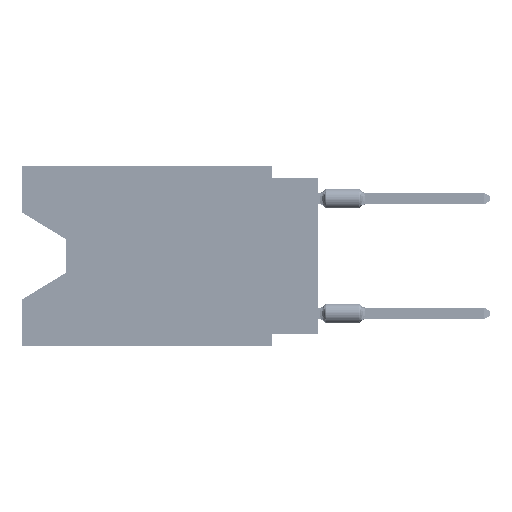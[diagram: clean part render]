
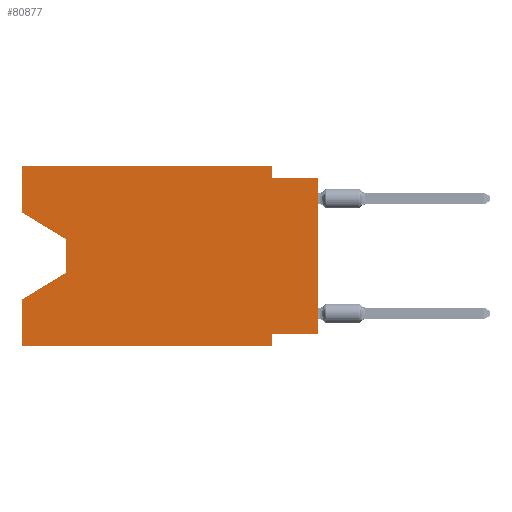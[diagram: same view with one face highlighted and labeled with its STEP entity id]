
A CAD part, left-side view. The second image highlights one B-rep face of the part: STEP entity #80877.
In plain terms, the highlighted planar face has unit normal (-1, 0, 0).
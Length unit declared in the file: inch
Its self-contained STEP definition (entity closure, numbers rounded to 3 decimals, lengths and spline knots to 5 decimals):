
#321 = CARTESIAN_POINT ( 'NONE',  ( 0., 0., -0.365 ) ) ;
#1486 = ORIENTED_EDGE ( 'NONE', *, *, #41946, .F. ) ;
#1582 = ORIENTED_EDGE ( 'NONE', *, *, #2198, .T. ) ;
#2123 = VERTEX_POINT ( 'NONE', #11932 ) ;
#2198 = EDGE_CURVE ( 'NONE', #2961, #7444, #20430, .T. ) ;
#2682 = VERTEX_POINT ( 'NONE', #55728 ) ;
#2719 = ORIENTED_EDGE ( 'NONE', *, *, #23824, .T. ) ;
#2961 = VERTEX_POINT ( 'NONE', #321 ) ;
#3205 = CARTESIAN_POINT ( 'NONE',  ( 0., 0.645, -0.39 ) ) ;
#3278 = EDGE_CURVE ( 'NONE', #67735, #2682, #69783, .T. ) ;
#4143 = VECTOR ( 'NONE', #71578, 39.37008 ) ;
#4146 = FACE_OUTER_BOUND ( 'NONE', #44007, .T. ) ;
#5644 = CARTESIAN_POINT ( 'NONE',  ( 0., 0., 0. ) ) ;
#7444 = VERTEX_POINT ( 'NONE', #75930 ) ;
#7898 = CARTESIAN_POINT ( 'NONE',  ( 0., 0.1, 0. ) ) ;
#8080 = ORIENTED_EDGE ( 'NONE', *, *, #78002, .F. ) ;
#9350 = VECTOR ( 'NONE', #22665, 39.37008 ) ;
#10433 = DIRECTION ( 'NONE',  ( 0., 0., -1. ) ) ;
#11571 = CARTESIAN_POINT ( 'NONE',  ( 0., 0.55, -0.158 ) ) ;
#11932 = CARTESIAN_POINT ( 'NONE',  ( 0., 0.1, -0.025 ) ) ;
#14040 = VECTOR ( 'NONE', #40219, 39.37008 ) ;
#14736 = VERTEX_POINT ( 'NONE', #7898 ) ;
#16498 = VECTOR ( 'NONE', #18050, 39.37008 ) ;
#16705 = EDGE_CURVE ( 'NONE', #2123, #7444, #19561, .T. ) ;
#16860 = CARTESIAN_POINT ( 'NONE',  ( 0., 0.645, 0. ) ) ;
#17173 = CARTESIAN_POINT ( 'NONE',  ( 0., 0., -0.365 ) ) ;
#18050 = DIRECTION ( 'NONE',  ( 0., 1., 0. ) ) ;
#18682 = EDGE_CURVE ( 'NONE', #14736, #2123, #77278, .T. ) ;
#19561 = LINE ( 'NONE', #87310, #14040 ) ;
#20430 = LINE ( 'NONE', #5644, #41843 ) ;
#20603 = LINE ( 'NONE', #32756, #49359 ) ;
#22638 = VERTEX_POINT ( 'NONE', #76173 ) ;
#22665 = DIRECTION ( 'NONE',  ( 0., 0.855, -0.519 ) ) ;
#23824 = EDGE_CURVE ( 'NONE', #86438, #22638, #53640, .T. ) ;
#24646 = VERTEX_POINT ( 'NONE', #3205 ) ;
#24913 = LINE ( 'NONE', #16860, #4143 ) ;
#26244 = DIRECTION ( 'NONE',  ( 0., 0., 1. ) ) ;
#29906 = ORIENTED_EDGE ( 'NONE', *, *, #3278, .T. ) ;
#32107 = CARTESIAN_POINT ( 'NONE',  ( 0., 0.645, 0. ) ) ;
#32756 = CARTESIAN_POINT ( 'NONE',  ( 0., 0.645, -0.39 ) ) ;
#33105 = LINE ( 'NONE', #11571, #73976 ) ;
#35529 = ORIENTED_EDGE ( 'NONE', *, *, #56712, .F. ) ;
#36301 = EDGE_CURVE ( 'NONE', #22638, #67735, #33105, .T. ) ;
#36463 = DIRECTION ( 'NONE',  ( 0., 0., -1. ) ) ;
#37430 = DIRECTION ( 'NONE',  ( 0., -1., 0. ) ) ;
#39151 = PLANE ( 'NONE',  #45981 ) ;
#39324 = DIRECTION ( 'NONE',  ( 0., -0.855, -0.519 ) ) ;
#40219 = DIRECTION ( 'NONE',  ( 0., -1., 0. ) ) ;
#41843 = VECTOR ( 'NONE', #47788, 39.37008 ) ;
#41946 = EDGE_CURVE ( 'NONE', #2961, #52562, #79487, .T. ) ;
#44007 = EDGE_LOOP ( 'NONE', ( #2719, #61326, #29906, #8080, #57293, #58643, #1486, #1582, #63598, #56218, #72525, #35529 ) ) ;
#44255 = VECTOR ( 'NONE', #39324, 39.37008 ) ;
#44481 = DIRECTION ( 'NONE',  ( 0., 0., -1. ) ) ;
#45878 = CARTESIAN_POINT ( 'NONE',  ( 0., 0.645, 0. ) ) ;
#45981 = AXIS2_PLACEMENT_3D ( 'NONE', #45878, #46314, #10433 ) ;
#46314 = DIRECTION ( 'NONE',  ( 1., 0., 0. ) ) ;
#47788 = DIRECTION ( 'NONE',  ( 0., 0., 1. ) ) ;
#47969 = DIRECTION ( 'NONE',  ( 0., -1., 0. ) ) ;
#48415 = EDGE_CURVE ( 'NONE', #52562, #73957, #71825, .T. ) ;
#49359 = VECTOR ( 'NONE', #47969, 39.37008 ) ;
#49906 = VECTOR ( 'NONE', #44481, 39.37008 ) ;
#51756 = CARTESIAN_POINT ( 'NONE',  ( 0., 0.645, -0.10025 ) ) ;
#52562 = VERTEX_POINT ( 'NONE', #53944 ) ;
#53640 = LINE ( 'NONE', #66200, #44255 ) ;
#53802 = EDGE_CURVE ( 'NONE', #60906, #14736, #85844, .T. ) ;
#53944 = CARTESIAN_POINT ( 'NONE',  ( 0., 0.1, -0.365 ) ) ;
#55728 = CARTESIAN_POINT ( 'NONE',  ( 0., 0.645, -0.28975 ) ) ;
#56218 = ORIENTED_EDGE ( 'NONE', *, *, #18682, .F. ) ;
#56712 = EDGE_CURVE ( 'NONE', #86438, #60906, #24913, .T. ) ;
#57293 = ORIENTED_EDGE ( 'NONE', *, *, #85370, .T. ) ;
#58643 = ORIENTED_EDGE ( 'NONE', *, *, #48415, .F. ) ;
#60906 = VERTEX_POINT ( 'NONE', #83280 ) ;
#61326 = ORIENTED_EDGE ( 'NONE', *, *, #36301, .T. ) ;
#61473 = VECTOR ( 'NONE', #36463, 39.37008 ) ;
#62691 = VECTOR ( 'NONE', #37430, 39.37008 ) ;
#63598 = ORIENTED_EDGE ( 'NONE', *, *, #16705, .F. ) ;
#66200 = CARTESIAN_POINT ( 'NONE',  ( 0., 0.645, -0.10025 ) ) ;
#66269 = DIRECTION ( 'NONE',  ( 0., 0., -1. ) ) ;
#67077 = LINE ( 'NONE', #32107, #69867 ) ;
#67735 = VERTEX_POINT ( 'NONE', #73211 ) ;
#69783 = LINE ( 'NONE', #82783, #9350 ) ;
#69867 = VECTOR ( 'NONE', #26244, 39.37008 ) ;
#71578 = DIRECTION ( 'NONE',  ( 0., 0., 1. ) ) ;
#71825 = LINE ( 'NONE', #72711, #49906 ) ;
#72525 = ORIENTED_EDGE ( 'NONE', *, *, #53802, .F. ) ;
#72711 = CARTESIAN_POINT ( 'NONE',  ( 0., 0.1, -0.39 ) ) ;
#73211 = CARTESIAN_POINT ( 'NONE',  ( 0., 0.55, -0.232 ) ) ;
#73957 = VERTEX_POINT ( 'NONE', #87496 ) ;
#73976 = VECTOR ( 'NONE', #66269, 39.37008 ) ;
#75930 = CARTESIAN_POINT ( 'NONE',  ( 0., 0., -0.025 ) ) ;
#76173 = CARTESIAN_POINT ( 'NONE',  ( 0., 0.55, -0.158 ) ) ;
#77278 = LINE ( 'NONE', #77702, #61473 ) ;
#77702 = CARTESIAN_POINT ( 'NONE',  ( 0., 0.1, 0. ) ) ;
#78002 = EDGE_CURVE ( 'NONE', #24646, #2682, #67077, .T. ) ;
#78679 = CARTESIAN_POINT ( 'NONE',  ( 0., 0.645, 0. ) ) ;
#79487 = LINE ( 'NONE', #17173, #16498 ) ;
#80877 = ADVANCED_FACE ( 'NONE', ( #4146 ), #39151, .F. ) ;
#82783 = CARTESIAN_POINT ( 'NONE',  ( 0., 0.55, -0.232 ) ) ;
#83280 = CARTESIAN_POINT ( 'NONE',  ( 0., 0.645, 0. ) ) ;
#85370 = EDGE_CURVE ( 'NONE', #24646, #73957, #20603, .T. ) ;
#85844 = LINE ( 'NONE', #78679, #62691 ) ;
#86438 = VERTEX_POINT ( 'NONE', #51756 ) ;
#87310 = CARTESIAN_POINT ( 'NONE',  ( 0., 0., -0.025 ) ) ;
#87496 = CARTESIAN_POINT ( 'NONE',  ( 0., 0.1, -0.39 ) ) ;
